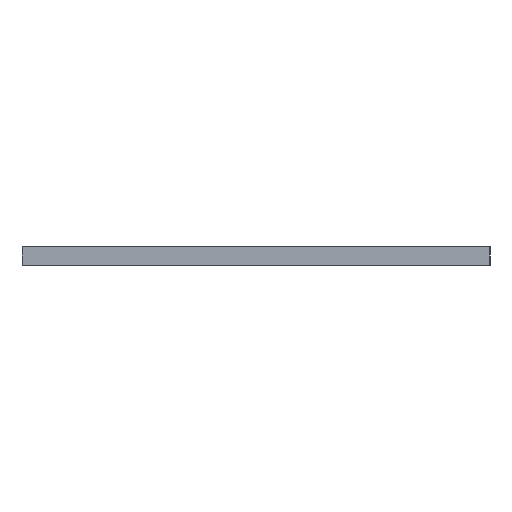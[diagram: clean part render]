
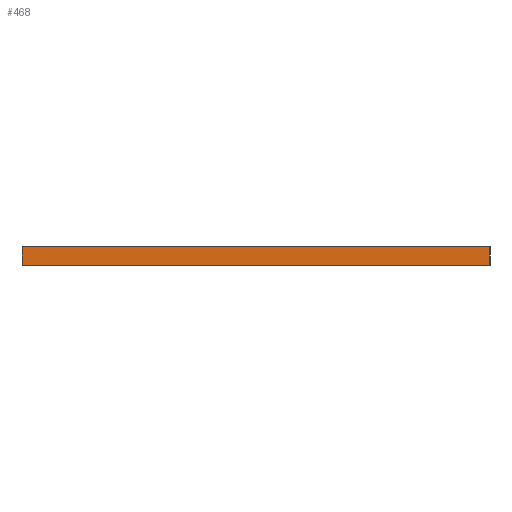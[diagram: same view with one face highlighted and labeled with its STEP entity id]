
A CAD part, left-side view. The second image highlights one B-rep face of the part: STEP entity #468.
In plain terms, the highlighted planar face has unit normal (-1, 0, 0).
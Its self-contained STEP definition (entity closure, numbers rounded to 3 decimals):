
#2 = ORIENTED_EDGE ( 'NONE', *, *, #812, .T. ) ;
#3 = VECTOR ( 'NONE', #688, 1000. ) ;
#60 = LINE ( 'NONE', #986, #359 ) ;
#140 = LINE ( 'NONE', #881, #340 ) ;
#153 = DIRECTION ( 'NONE',  ( 0., 0., -1. ) ) ;
#179 = AXIS2_PLACEMENT_3D ( 'NONE', #646, #349, #323 ) ;
#218 = ORIENTED_EDGE ( 'NONE', *, *, #515, .F. ) ;
#244 = CARTESIAN_POINT ( 'NONE',  ( 0., 100., 0. ) ) ;
#287 = CARTESIAN_POINT ( 'NONE',  ( 0., 0., 4. ) ) ;
#323 = DIRECTION ( 'NONE',  ( 0., 0., -1. ) ) ;
#330 = CARTESIAN_POINT ( 'NONE',  ( 0., 0., 4. ) ) ;
#340 = VECTOR ( 'NONE', #153, 1000. ) ;
#349 = DIRECTION ( 'NONE',  ( 1., 0., 0. ) ) ;
#359 = VECTOR ( 'NONE', #1098, 1000. ) ;
#421 = VERTEX_POINT ( 'NONE', #1107 ) ;
#468 = ADVANCED_FACE ( 'NONE', ( #999 ), #508, .F. ) ;
#508 = PLANE ( 'NONE',  #179 ) ;
#514 = VECTOR ( 'NONE', #581, 1000. ) ;
#515 = EDGE_CURVE ( 'NONE', #743, #1176, #140, .T. ) ;
#547 = EDGE_CURVE ( 'NONE', #421, #1068, #60, .T. ) ;
#581 = DIRECTION ( 'NONE',  ( 0., -1., 0. ) ) ;
#646 = CARTESIAN_POINT ( 'NONE',  ( 0., 0., 4. ) ) ;
#669 = ORIENTED_EDGE ( 'NONE', *, *, #1566, .F. ) ;
#688 = DIRECTION ( 'NONE',  ( 0., -1., 0. ) ) ;
#743 = VERTEX_POINT ( 'NONE', #287 ) ;
#755 = CARTESIAN_POINT ( 'NONE',  ( 0., 0., 0. ) ) ;
#769 = ORIENTED_EDGE ( 'NONE', *, *, #547, .T. ) ;
#812 = EDGE_CURVE ( 'NONE', #1068, #1176, #839, .T. ) ;
#832 = LINE ( 'NONE', #330, #514 ) ;
#839 = LINE ( 'NONE', #1434, #3 ) ;
#862 = EDGE_LOOP ( 'NONE', ( #2, #218, #669, #769 ) ) ;
#881 = CARTESIAN_POINT ( 'NONE',  ( 0., 0., 4. ) ) ;
#986 = CARTESIAN_POINT ( 'NONE',  ( 0., 100., 4. ) ) ;
#999 = FACE_OUTER_BOUND ( 'NONE', #862, .T. ) ;
#1068 = VERTEX_POINT ( 'NONE', #244 ) ;
#1098 = DIRECTION ( 'NONE',  ( 0., 0., -1. ) ) ;
#1107 = CARTESIAN_POINT ( 'NONE',  ( 0., 100., 4. ) ) ;
#1176 = VERTEX_POINT ( 'NONE', #755 ) ;
#1434 = CARTESIAN_POINT ( 'NONE',  ( 0., 0., 0. ) ) ;
#1566 = EDGE_CURVE ( 'NONE', #421, #743, #832, .T. ) ;
